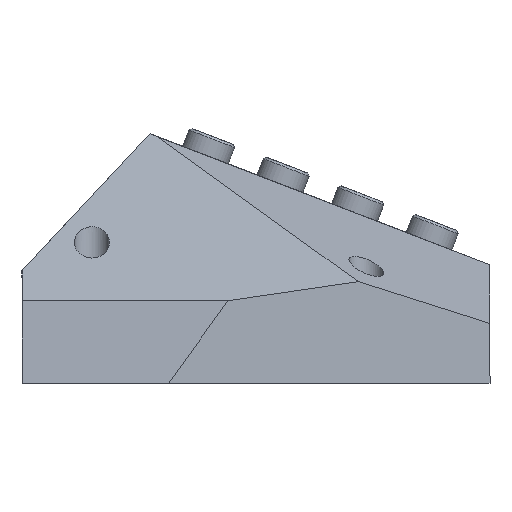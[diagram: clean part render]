
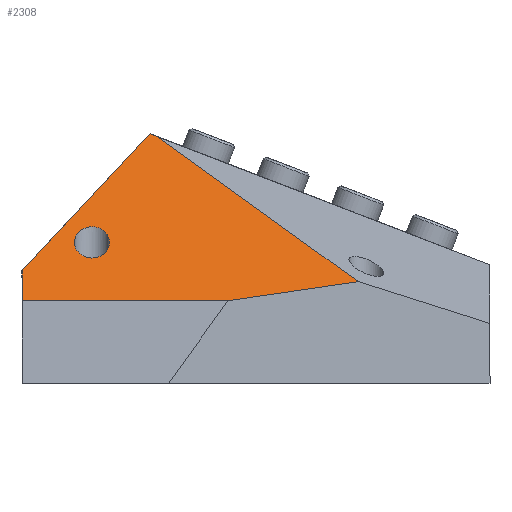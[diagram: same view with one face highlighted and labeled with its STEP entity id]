
A CAD part, left-side view. The second image highlights one B-rep face of the part: STEP entity #2308.
In plain terms, the highlighted planar face has unit normal (-0.667, 0, 0.745).
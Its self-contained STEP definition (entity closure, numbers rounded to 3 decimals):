
#37=ELLIPSE('',#2375,2.348,1.75);
#505=ORIENTED_EDGE('',*,*,#568,.T.);
#506=ORIENTED_EDGE('',*,*,#516,.F.);
#507=ORIENTED_EDGE('',*,*,#583,.T.);
#508=ORIENTED_EDGE('',*,*,#561,.T.);
#509=ORIENTED_EDGE('',*,*,#714,.F.);
#510=ORIENTED_EDGE('',*,*,#534,.F.);
#511=ORIENTED_EDGE('',*,*,#600,.F.);
#516=EDGE_CURVE('',#720,#721,#870,.T.);
#534=EDGE_CURVE('',#737,#734,#886,.T.);
#561=EDGE_CURVE('',#763,#764,#891,.T.);
#568=EDGE_CURVE('',#737,#721,#896,.T.);
#583=EDGE_CURVE('',#720,#763,#910,.T.);
#600=EDGE_CURVE('',#794,#794,#37,.F.);
#714=EDGE_CURVE('',#734,#764,#1016,.T.);
#720=VERTEX_POINT('',#2900);
#721=VERTEX_POINT('',#2902);
#734=VERTEX_POINT('',#2931);
#737=VERTEX_POINT('',#2937);
#763=VERTEX_POINT('',#3012);
#764=VERTEX_POINT('',#3013);
#794=VERTEX_POINT('',#3108);
#870=LINE('',#2901,#1022);
#886=LINE('',#2938,#1038);
#891=LINE('',#3011,#1043);
#896=LINE('',#3025,#1048);
#910=LINE('',#3062,#1062);
#1016=LINE('',#3391,#1168);
#1022=VECTOR('',#2464,1000.);
#1038=VECTOR('',#2488,1000.);
#1043=VECTOR('',#2579,1000.);
#1048=VECTOR('',#2592,1000.);
#1062=VECTOR('',#2608,1000.);
#1168=VECTOR('',#2880,1000.);
#1314=EDGE_LOOP('',(#505,#506,#507,#508,#509,#510));
#1315=EDGE_LOOP('',(#511));
#1460=FACE_BOUND('',#1314,.T.);
#1461=FACE_BOUND('',#1315,.T.);
#1530=PLANE('',#2454);
#2308=ADVANCED_FACE('',(#1460,#1461),#1530,.F.);
#2375=AXIS2_PLACEMENT_3D('',#3107,#2631,#2632);
#2454=AXIS2_PLACEMENT_3D('',#3395,#2886,#2887);
#2464=DIRECTION('',(0.745,0.,0.667));
#2488=DIRECTION('',(-0.373,-0.866,-0.333));
#2579=DIRECTION('',(0.16,-0.977,0.143));
#2592=DIRECTION('',(-0.632,0.529,-0.566));
#2608=DIRECTION('',(0.,-1.,0.));
#2631=DIRECTION('',(0.667,0.,-0.745));
#2632=DIRECTION('',(-0.745,0.,-0.667));
#2880=DIRECTION('',(-0.548,-0.678,-0.49));
#2886=DIRECTION('',(0.667,0.,-0.745));
#2887=DIRECTION('',(0.745,0.,0.667));
#2900=CARTESIAN_POINT('',(-26.574,22.08,8.288));
#2901=CARTESIAN_POINT('',(-17.237,22.08,16.644));
#2902=CARTESIAN_POINT('',(-23.245,22.08,11.268));
#2931=CARTESIAN_POINT('',(-8.237,8.469,24.699));
#2937=CARTESIAN_POINT('',(-7.9,9.252,25.));
#2938=CARTESIAN_POINT('',(-20.284,-19.541,13.918));
#3011=CARTESIAN_POINT('',(-24.719,-9.871,9.948));
#3012=CARTESIAN_POINT('',(-26.574,1.446,8.288));
#3013=CARTESIAN_POINT('',(-24.44,-11.576,10.199));
#3025=CARTESIAN_POINT('',(-24.234,22.907,10.382));
#3062=CARTESIAN_POINT('',(-26.574,-15.67,8.288));
#3107=CARTESIAN_POINT('',(-20.05,15.08,14.127));
#3108=CARTESIAN_POINT('',(-21.8,15.08,12.561));
#3391=CARTESIAN_POINT('',(-10.757,5.352,22.444));
#3395=CARTESIAN_POINT('',(-17.237,-33.92,16.644));
